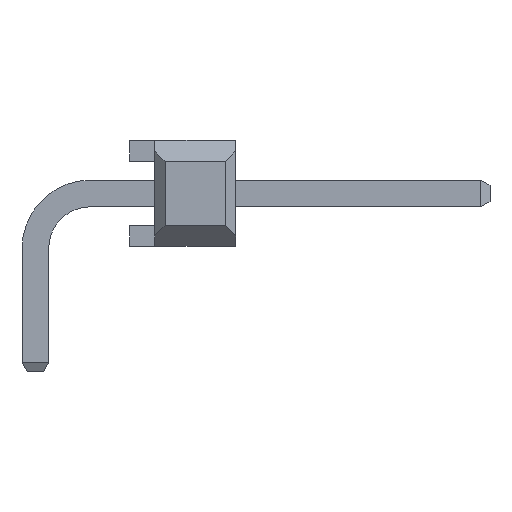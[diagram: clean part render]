
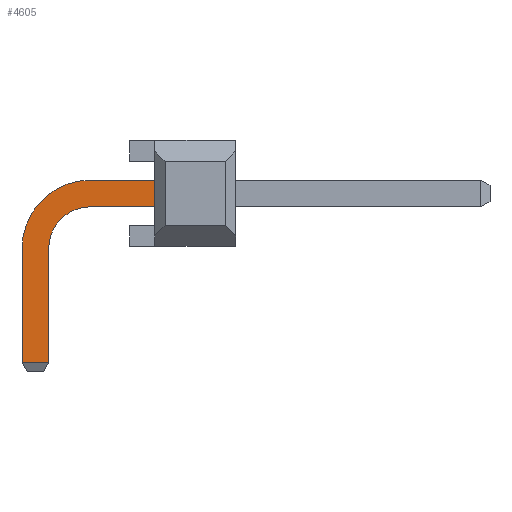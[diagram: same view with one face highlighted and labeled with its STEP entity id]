
A CAD part, left-side view. The second image highlights one B-rep face of the part: STEP entity #4605.
In plain terms, the highlighted planar face has unit normal (-1, 0, 0).
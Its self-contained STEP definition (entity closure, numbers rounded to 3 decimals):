
#51=FACE_OUTER_BOUND('',#315,.T.);
#315=EDGE_LOOP('',(#2935,#2936,#2937,#2938,#2939,#2940,#2941,#2942));
#589=CIRCLE('',#4892,1.64);
#590=CIRCLE('',#4893,1.);
#618=LINE('',#6403,#1242);
#622=LINE('',#6410,#1246);
#627=LINE('',#6421,#1251);
#628=LINE('',#6425,#1252);
#629=LINE('',#6427,#1253);
#630=LINE('',#6429,#1254);
#1242=VECTOR('',#5193,9.363);
#1246=VECTOR('',#5199,9.363);
#1251=VECTOR('',#5208,10.);
#1252=VECTOR('',#5211,2.733);
#1253=VECTOR('',#5212,0.64);
#1254=VECTOR('',#5213,2.733);
#1867=VERTEX_POINT('',#6400);
#1868=VERTEX_POINT('',#6402);
#1869=VERTEX_POINT('',#6406);
#1870=VERTEX_POINT('',#6408);
#1875=VERTEX_POINT('',#6422);
#1876=VERTEX_POINT('',#6424);
#1877=VERTEX_POINT('',#6426);
#1878=VERTEX_POINT('',#6428);
#2276=EDGE_CURVE('',#1867,#1868,#618,.T.);
#2280=EDGE_CURVE('',#1869,#1870,#622,.T.);
#2285=EDGE_CURVE('',#1869,#1867,#627,.T.);
#2286=EDGE_CURVE('',#1870,#1875,#589,.T.);
#2287=EDGE_CURVE('',#1875,#1876,#628,.T.);
#2288=EDGE_CURVE('',#1877,#1876,#629,.T.);
#2289=EDGE_CURVE('',#1878,#1877,#630,.T.);
#2290=EDGE_CURVE('',#1868,#1878,#590,.T.);
#2935=ORIENTED_EDGE('',*,*,#2285,.F.);
#2936=ORIENTED_EDGE('',*,*,#2280,.T.);
#2937=ORIENTED_EDGE('',*,*,#2286,.T.);
#2938=ORIENTED_EDGE('',*,*,#2287,.T.);
#2939=ORIENTED_EDGE('',*,*,#2288,.F.);
#2940=ORIENTED_EDGE('',*,*,#2289,.F.);
#2941=ORIENTED_EDGE('',*,*,#2290,.F.);
#2942=ORIENTED_EDGE('',*,*,#2276,.F.);
#4215=PLANE('',#4891);
#4605=ADVANCED_FACE('',(#51),#4215,.T.);
#4891=AXIS2_PLACEMENT_3D('',#6420,#5206,#5207);
#4892=AXIS2_PLACEMENT_3D('',#6423,#5209,#5210);
#4893=AXIS2_PLACEMENT_3D('',#6430,#5214,#5215);
#5193=DIRECTION('',(0.,-1.,0.));
#5199=DIRECTION('',(0.,-1.,0.));
#5206=DIRECTION('center_axis',(-1.,0.,0.));
#5207=DIRECTION('ref_axis',(0.,0.,-1.));
#5208=DIRECTION('',(0.,0.,1.));
#5209=DIRECTION('center_axis',(-1.,0.,0.));
#5210=DIRECTION('ref_axis',(0.,0.,-1.));
#5211=DIRECTION('',(0.,0.,1.));
#5212=DIRECTION('',(0.,-1.,0.));
#5213=DIRECTION('',(0.,0.,1.));
#5214=DIRECTION('center_axis',(-1.,0.,0.));
#5215=DIRECTION('ref_axis',(0.,0.,-1.));
#6400=CARTESIAN_POINT('',(2.22,-1.94,0.32));
#6402=CARTESIAN_POINT('',(2.22,-3.48,0.32));
#6403=CARTESIAN_POINT('',(2.22,5.883,0.32));
#6406=CARTESIAN_POINT('',(2.22,-1.94,-0.32));
#6408=CARTESIAN_POINT('',(2.22,-3.48,-0.32));
#6410=CARTESIAN_POINT('',(2.22,5.883,-0.32));
#6420=CARTESIAN_POINT('Origin',(2.22,6.1,0.32));
#6421=CARTESIAN_POINT('',(2.22,-1.94,0.16));
#6422=CARTESIAN_POINT('',(2.22,-5.12,1.32));
#6423=CARTESIAN_POINT('Origin',(2.22,-3.48,1.32));
#6424=CARTESIAN_POINT('',(2.22,-5.12,4.053));
#6425=CARTESIAN_POINT('',(2.22,-5.12,1.32));
#6426=CARTESIAN_POINT('',(2.22,-4.48,4.053));
#6427=CARTESIAN_POINT('',(2.22,-4.48,4.053));
#6428=CARTESIAN_POINT('',(2.22,-4.48,1.32));
#6429=CARTESIAN_POINT('',(2.22,-4.48,1.32));
#6430=CARTESIAN_POINT('Origin',(2.22,-3.48,1.32));
